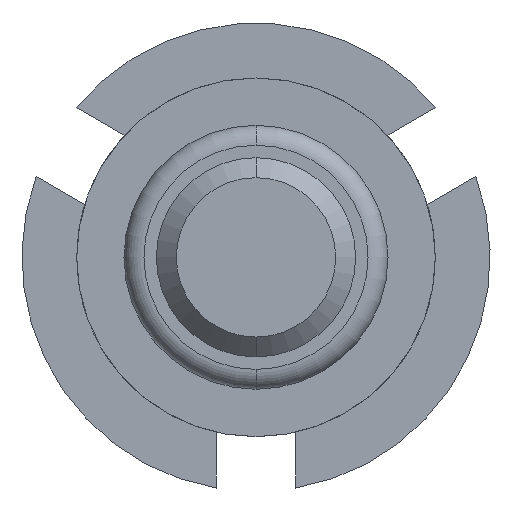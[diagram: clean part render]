
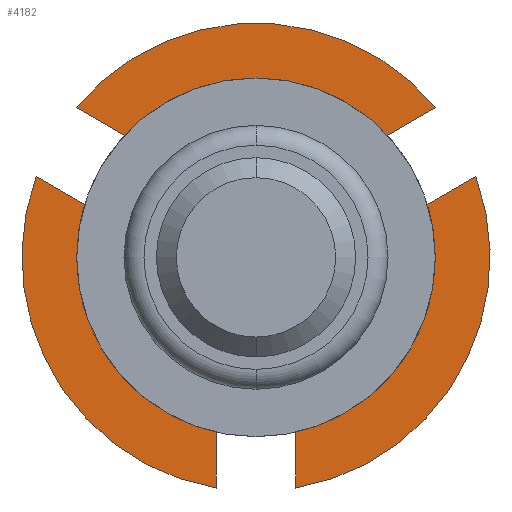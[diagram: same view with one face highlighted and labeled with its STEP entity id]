
A CAD part, front view. The second image highlights one B-rep face of the part: STEP entity #4182.
In plain terms, the highlighted planar face has unit normal (0, -1, 0).
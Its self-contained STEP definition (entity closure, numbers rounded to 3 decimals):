
#47 = CARTESIAN_POINT ( 'NONE',  ( 0., 5.5, 0. ) ) ;
#63 = DIRECTION ( 'NONE',  ( 0., 0., -1. ) ) ;
#72 = ORIENTED_EDGE ( 'NONE', *, *, #2479, .F. ) ;
#77 = DIRECTION ( 'NONE',  ( 0., 1., 0. ) ) ;
#117 = CARTESIAN_POINT ( 'NONE',  ( 1.586, 5.5, 0.454 ) ) ;
#131 = LINE ( 'NONE', #3228, #1669 ) ;
#155 = CARTESIAN_POINT ( 'NONE',  ( -1.586, 5.5, 0.454 ) ) ;
#236 = VERTEX_POINT ( 'NONE', #344 ) ;
#247 = ORIENTED_EDGE ( 'NONE', *, *, #2090, .F. ) ;
#344 = CARTESIAN_POINT ( 'NONE',  ( 0., 5.5, -1.075 ) ) ;
#365 = CARTESIAN_POINT ( 'NONE',  ( 0., 5.5, 0. ) ) ;
#441 = LINE ( 'NONE', #3741, #2141 ) ;
#519 = CARTESIAN_POINT ( 'NONE',  ( 0., 5.5, 0. ) ) ;
#537 = DIRECTION ( 'NONE',  ( 0., 1., 0. ) ) ;
#539 = AXIS2_PLACEMENT_3D ( 'NONE', #365, #717, #2104 ) ;
#560 = ORIENTED_EDGE ( 'NONE', *, *, #3233, .F. ) ;
#717 = DIRECTION ( 'NONE',  ( 0., -1., 0. ) ) ;
#722 = ORIENTED_EDGE ( 'NONE', *, *, #4162, .F. ) ;
#743 = CARTESIAN_POINT ( 'NONE',  ( -0.2, 5.5, 0.346 ) ) ;
#757 = DIRECTION ( 'NONE',  ( -0.866, 0., -0.5 ) ) ;
#766 = EDGE_CURVE ( 'Defeature ausgef�hrt4_29+Defeature ausgef�hrt4_26+Defeature ausgef�hrt4_30+Defeature ausgef�hrt4_28', #236, #3397, #2647, .T. ) ;
#796 = AXIS2_PLACEMENT_3D ( 'NONE', #1268, #537, #1627 ) ;
#809 = ORIENTED_EDGE ( 'NONE', *, *, #2139, .F. ) ;
#899 = LINE ( 'NONE', #1890, #2665 ) ;
#922 = VERTEX_POINT ( 'NONE', #3208 ) ;
#924 = DIRECTION ( 'NONE',  ( -0.839, 0., 0.545 ) ) ;
#970 = VERTEX_POINT ( 'NONE', #1548 ) ;
#990 = VERTEX_POINT ( 'NONE', #2175 ) ;
#997 = VERTEX_POINT ( 'NONE', #155 ) ;
#1056 = VECTOR ( 'NONE', #2698, 1000. ) ;
#1080 = CARTESIAN_POINT ( 'NONE',  ( 0.2, 5.5, -0.346 ) ) ;
#1124 = ORIENTED_EDGE ( 'NONE', *, *, #4061, .F. ) ;
#1148 = VERTEX_POINT ( 'NONE', #2462 ) ;
#1156 = CIRCLE ( 'NONE', #4139, 2.35 ) ;
#1185 = VERTEX_POINT ( 'NONE', #1451 ) ;
#1268 = CARTESIAN_POINT ( 'NONE',  ( 0., 5.5, 0. ) ) ;
#1282 = VECTOR ( 'NONE', #924, 1000. ) ;
#1361 = DIRECTION ( 'NONE',  ( -1., 0., 0. ) ) ;
#1364 = VECTOR ( 'NONE', #1823, 1000. ) ;
#1451 = CARTESIAN_POINT ( 'NONE',  ( 2.205, 5.5, 0.811 ) ) ;
#1453 = EDGE_CURVE ( 'Defeature ausgef�hrt4_39+Defeature ausgef�hrt4_26+Defeature ausgef�hrt4_40+Defeature ausgef�hrt4_38', #3031, #2962, #2971, .T. ) ;
#1455 = CARTESIAN_POINT ( 'NONE',  ( 0., 5.5, -1.075 ) ) ;
#1465 = LINE ( 'NONE', #3000, #2583 ) ;
#1470 = ORIENTED_EDGE ( 'NONE', *, *, #1673, .F. ) ;
#1501 = VECTOR ( 'NONE', #757, 1000. ) ;
#1510 = DIRECTION ( 'NONE',  ( 0.5, 0., 0.866 ) ) ;
#1527 = DIRECTION ( 'NONE',  ( 0., 1., 0. ) ) ;
#1544 = LINE ( 'NONE', #2614, #1282 ) ;
#1548 = CARTESIAN_POINT ( 'NONE',  ( 0.4, 5.5, -2.316 ) ) ;
#1627 = DIRECTION ( 'NONE',  ( 0., 0., -1. ) ) ;
#1649 = CIRCLE ( 'NONE', #796, 2.35 ) ;
#1655 = EDGE_CURVE ( 'Defeature ausgef�hrt4_30+Defeature ausgef�hrt4_26+Defeature ausgef�hrt4_27+Defeature ausgef�hrt4_29', #4087, #236, #4044, .T. ) ;
#1669 = VECTOR ( 'NONE', #1510, 1000. ) ;
#1673 = EDGE_CURVE ( 'Defeature ausgef�hrt4_38+Defeature ausgef�hrt4_26+Defeature ausgef�hrt4_39+Defeature ausgef�hrt4_20', #2962, #1185, #1774, .T. ) ;
#1676 = ORIENTED_EDGE ( 'NONE', *, *, #1904, .F. ) ;
#1696 = CARTESIAN_POINT ( 'NONE',  ( -2.205, 5.5, 0.811 ) ) ;
#1744 = DIRECTION ( 'NONE',  ( 0.866, 0., 0.5 ) ) ;
#1747 = VECTOR ( 'NONE', #4319, 1000. ) ;
#1774 = LINE ( 'NONE', #1080, #2700 ) ;
#1804 = DIRECTION ( 'NONE',  ( 0.839, 0., -0.545 ) ) ;
#1823 = DIRECTION ( 'NONE',  ( 0.5, 0., -0.866 ) ) ;
#1843 = CARTESIAN_POINT ( 'NONE',  ( 0.4, 5.5, 0. ) ) ;
#1890 = CARTESIAN_POINT ( 'NONE',  ( -0.4, 5.5, 0. ) ) ;
#1904 = EDGE_CURVE ( 'Defeature ausgef�hrt4_41+Defeature ausgef�hrt4_26+Defeature ausgef�hrt4_42+Defeature ausgef�hrt4_19', #990, #3715, #1465, .T. ) ;
#1905 = ORIENTED_EDGE ( 'NONE', *, *, #2765, .F. ) ;
#1977 = FACE_OUTER_BOUND ( 'NONE', #4431, .T. ) ;
#2044 = LINE ( 'NONE', #1843, #2102 ) ;
#2090 = EDGE_CURVE ( 'Defeature ausgef�hrt4_37+Defeature ausgef�hrt4_26+Defeature ausgef�hrt4_20+Defeature ausgef�hrt4_36', #970, #4367, #2044, .T. ) ;
#2102 = VECTOR ( 'NONE', #4190, 1000. ) ;
#2104 = DIRECTION ( 'NONE',  ( 0., 0., -1. ) ) ;
#2112 = ORIENTED_EDGE ( 'NONE', *, *, #1453, .F. ) ;
#2139 = EDGE_CURVE ( 'Defeature ausgef�hrt4_19+Defeature ausgef�hrt4_26+Defeature ausgef�hrt4_41+Defeature ausgef�hrt4_40', #3715, #1148, #1156, .T. ) ;
#2141 = VECTOR ( 'NONE', #1361, 1000. ) ;
#2175 = CARTESIAN_POINT ( 'NONE',  ( -1.186, 5.5, 1.146 ) ) ;
#2217 = VECTOR ( 'NONE', #1804, 1000. ) ;
#2224 = CARTESIAN_POINT ( 'NONE',  ( 0., 5.5, 1.075 ) ) ;
#2248 = FACE_BOUND ( 'NONE', #2323, .T. ) ;
#2289 = CARTESIAN_POINT ( 'NONE',  ( 1.655, 5.5, 0. ) ) ;
#2308 = DIRECTION ( 'NONE',  ( -0.866, 0., 0.5 ) ) ;
#2323 = EDGE_LOOP ( 'NONE', ( #2648, #3891, #3360, #560 ) ) ;
#2450 = LINE ( 'NONE', #3373, #3642 ) ;
#2453 = CARTESIAN_POINT ( 'NONE',  ( 1.386, 5.5, 0.8 ) ) ;
#2462 = CARTESIAN_POINT ( 'NONE',  ( 1.805, 5.5, 1.504 ) ) ;
#2479 = EDGE_CURVE ( 'Defeature ausgef�hrt4_42+Defeature ausgef�hrt4_26+Defeature ausgef�hrt4_43+Defeature ausgef�hrt4_41', #997, #990, #131, .T. ) ;
#2503 = LINE ( 'NONE', #743, #1501 ) ;
#2583 = VECTOR ( 'NONE', #2308, 1000. ) ;
#2614 = CARTESIAN_POINT ( 'NONE',  ( 0., 5.5, 1.075 ) ) ;
#2632 = CARTESIAN_POINT ( 'NONE',  ( -1.655, 5.5, 0. ) ) ;
#2647 = LINE ( 'NONE', #2289, #1056 ) ;
#2648 = ORIENTED_EDGE ( 'NONE', *, *, #3535, .F. ) ;
#2656 = EDGE_CURVE ( 'Defeature ausgef�hrt4_35+Defeature ausgef�hrt4_26+Defeature ausgef�hrt4_36+Defeature ausgef�hrt4_34', #922, #4288, #899, .T. ) ;
#2665 = VECTOR ( 'NONE', #3603, 1000. ) ;
#2698 = DIRECTION ( 'NONE',  ( 0.839, 0., 0.545 ) ) ;
#2700 = VECTOR ( 'NONE', #1744, 1000. ) ;
#2765 = EDGE_CURVE ( 'Defeature ausgef�hrt4_43+Defeature ausgef�hrt4_26+Defeature ausgef�hrt4_34+Defeature ausgef�hrt4_42', #3315, #997, #2450, .T. ) ;
#2771 = CARTESIAN_POINT ( 'NONE',  ( -1.805, 5.5, 1.504 ) ) ;
#2825 = CARTESIAN_POINT ( 'NONE',  ( 0.4, 5.5, -1.6 ) ) ;
#2893 = CIRCLE ( 'NONE', #2924, 2.35 ) ;
#2924 = AXIS2_PLACEMENT_3D ( 'NONE', #47, #77, #63 ) ;
#2932 = DIRECTION ( 'NONE',  ( 0.866, 0., -0.5 ) ) ;
#2962 = VERTEX_POINT ( 'NONE', #117 ) ;
#2971 = LINE ( 'NONE', #2453, #1364 ) ;
#3000 = CARTESIAN_POINT ( 'NONE',  ( 0.2, 5.5, 0.346 ) ) ;
#3031 = VERTEX_POINT ( 'NONE', #3173 ) ;
#3043 = CARTESIAN_POINT ( 'NONE',  ( 1.655, 5.5, 0. ) ) ;
#3173 = CARTESIAN_POINT ( 'NONE',  ( 1.186, 5.5, 1.146 ) ) ;
#3208 = CARTESIAN_POINT ( 'NONE',  ( -0.4, 5.5, -1.6 ) ) ;
#3228 = CARTESIAN_POINT ( 'NONE',  ( -1.386, 5.5, 0.8 ) ) ;
#3233 = EDGE_CURVE ( 'Defeature ausgef�hrt4_27+Defeature ausgef�hrt4_26+Defeature ausgef�hrt4_28+Defeature ausgef�hrt4_30', #3985, #4087, #3859, .T. ) ;
#3264 = DIRECTION ( 'NONE',  ( 0., 0., -1. ) ) ;
#3315 = VERTEX_POINT ( 'NONE', #1696 ) ;
#3360 = ORIENTED_EDGE ( 'NONE', *, *, #1655, .F. ) ;
#3373 = CARTESIAN_POINT ( 'NONE',  ( -0.2, 5.5, -0.346 ) ) ;
#3397 = VERTEX_POINT ( 'NONE', #3043 ) ;
#3491 = EDGE_CURVE ( 'Defeature ausgef�hrt4_20+Defeature ausgef�hrt4_26+Defeature ausgef�hrt4_38+Defeature ausgef�hrt4_37', #1185, #970, #1649, .T. ) ;
#3535 = EDGE_CURVE ( 'Defeature ausgef�hrt4_28+Defeature ausgef�hrt4_26+Defeature ausgef�hrt4_29+Defeature ausgef�hrt4_27', #3397, #3985, #1544, .T. ) ;
#3603 = DIRECTION ( 'NONE',  ( 0., 0., -1. ) ) ;
#3642 = VECTOR ( 'NONE', #2932, 1000. ) ;
#3715 = VERTEX_POINT ( 'NONE', #2771 ) ;
#3716 = PLANE ( 'NONE',  #539 ) ;
#3741 = CARTESIAN_POINT ( 'NONE',  ( 0., 5.5, -1.6 ) ) ;
#3859 = LINE ( 'NONE', #2632, #1747 ) ;
#3891 = ORIENTED_EDGE ( 'NONE', *, *, #766, .F. ) ;
#3985 = VERTEX_POINT ( 'NONE', #2224 ) ;
#4044 = LINE ( 'NONE', #1455, #2217 ) ;
#4061 = EDGE_CURVE ( 'Defeature ausgef�hrt4_36+Defeature ausgef�hrt4_26+Defeature ausgef�hrt4_37+Defeature ausgef�hrt4_35', #4367, #922, #441, .T. ) ;
#4070 = ORIENTED_EDGE ( 'NONE', *, *, #2656, .F. ) ;
#4087 = VERTEX_POINT ( 'NONE', #4100 ) ;
#4100 = CARTESIAN_POINT ( 'NONE',  ( -1.655, 5.5, 0. ) ) ;
#4139 = AXIS2_PLACEMENT_3D ( 'NONE', #519, #1527, #3264 ) ;
#4162 = EDGE_CURVE ( 'Defeature ausgef�hrt4_34+Defeature ausgef�hrt4_26+Defeature ausgef�hrt4_35+Defeature ausgef�hrt4_43', #4288, #3315, #2893, .T. ) ;
#4167 = EDGE_CURVE ( 'Defeature ausgef�hrt4_40+Defeature ausgef�hrt4_26+Defeature ausgef�hrt4_19+Defeature ausgef�hrt4_39', #1148, #3031, #2503, .T. ) ;
#4182 = ADVANCED_FACE ( 'Defeature ausgef�hrt4_26', ( #1977, #2248 ), #3716, .T. ) ;
#4190 = DIRECTION ( 'NONE',  ( 0., 0., 1. ) ) ;
#4195 = ORIENTED_EDGE ( 'NONE', *, *, #4167, .F. ) ;
#4228 = ORIENTED_EDGE ( 'NONE', *, *, #3491, .F. ) ;
#4237 = CARTESIAN_POINT ( 'NONE',  ( -0.4, 5.5, -2.316 ) ) ;
#4288 = VERTEX_POINT ( 'NONE', #4237 ) ;
#4319 = DIRECTION ( 'NONE',  ( -0.839, 0., -0.545 ) ) ;
#4367 = VERTEX_POINT ( 'NONE', #2825 ) ;
#4431 = EDGE_LOOP ( 'NONE', ( #1676, #72, #1905, #722, #4070, #1124, #247, #4228, #1470, #2112, #4195, #809 ) ) ;
